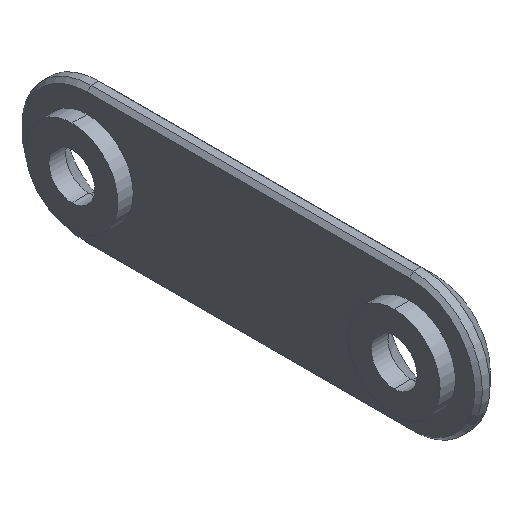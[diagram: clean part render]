
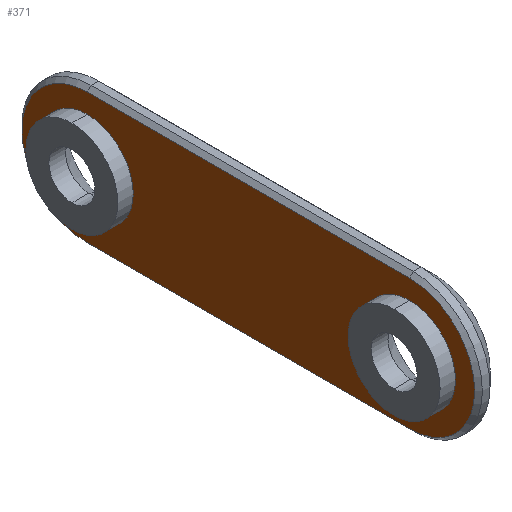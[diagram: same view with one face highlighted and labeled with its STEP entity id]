
A CAD part, isometric view. The second image highlights one B-rep face of the part: STEP entity #371.
In plain terms, the highlighted planar face has unit normal (-1, 0, 0).
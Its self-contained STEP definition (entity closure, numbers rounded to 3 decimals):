
#10 = DIRECTION ( 'NONE',  ( 0., 0., -1. ) ) ;
#12 = EDGE_CURVE ( 'NONE', #119, #742, #465, .T. ) ;
#18 = EDGE_CURVE ( 'NONE', #436, #116, #430, .T. ) ;
#35 = ORIENTED_EDGE ( 'NONE', *, *, #492, .F. ) ;
#46 = FACE_BOUND ( 'NONE', #642, .T. ) ;
#52 = DIRECTION ( 'NONE',  ( -1., 0., 0. ) ) ;
#56 = CARTESIAN_POINT ( 'NONE',  ( 0., 0., 0. ) ) ;
#58 = ORIENTED_EDGE ( 'NONE', *, *, #426, .T. ) ;
#59 = CARTESIAN_POINT ( 'NONE',  ( 0., 0., 0. ) ) ;
#68 = AXIS2_PLACEMENT_3D ( 'NONE', #702, #265, #261 ) ;
#70 = CARTESIAN_POINT ( 'NONE',  ( 0., 42., -8.5 ) ) ;
#71 = VERTEX_POINT ( 'NONE', #367 ) ;
#98 = PLANE ( 'NONE',  #543 ) ;
#110 = DIRECTION ( 'NONE',  ( 0., 0., -1. ) ) ;
#116 = VERTEX_POINT ( 'NONE', #620 ) ;
#119 = VERTEX_POINT ( 'NONE', #70 ) ;
#133 = CARTESIAN_POINT ( 'NONE',  ( 0., 42., -6. ) ) ;
#136 = AXIS2_PLACEMENT_3D ( 'NONE', #56, #616, #421 ) ;
#154 = CARTESIAN_POINT ( 'NONE',  ( 0., 0., -6. ) ) ;
#160 = CARTESIAN_POINT ( 'NONE',  ( 0., 0., 0. ) ) ;
#162 = CIRCLE ( 'NONE', #717, 6. ) ;
#190 = CIRCLE ( 'NONE', #356, 6. ) ;
#209 = ORIENTED_EDGE ( 'NONE', *, *, #246, .F. ) ;
#223 = FACE_BOUND ( 'NONE', #775, .T. ) ;
#238 = DIRECTION ( 'NONE',  ( 0., 1., 0. ) ) ;
#240 = CIRCLE ( 'NONE', #68, 6. ) ;
#245 = CARTESIAN_POINT ( 'NONE',  ( 0., 42., 6. ) ) ;
#246 = EDGE_CURVE ( 'NONE', #679, #508, #240, .T. ) ;
#249 = LINE ( 'NONE', #488, #404 ) ;
#261 = DIRECTION ( 'NONE',  ( 0., 0., -1. ) ) ;
#264 = CIRCLE ( 'NONE', #136, 8.5 ) ;
#265 = DIRECTION ( 'NONE',  ( -1., 0., 0. ) ) ;
#287 = VERTEX_POINT ( 'NONE', #571 ) ;
#289 = DIRECTION ( 'NONE',  ( 0., 0., -1. ) ) ;
#299 = ORIENTED_EDGE ( 'NONE', *, *, #490, .T. ) ;
#308 = DIRECTION ( 'NONE',  ( 0., 0., -1. ) ) ;
#356 = AXIS2_PLACEMENT_3D ( 'NONE', #59, #52, #308 ) ;
#367 = CARTESIAN_POINT ( 'NONE',  ( 0., 0., 8.5 ) ) ;
#368 = VECTOR ( 'NONE', #601, 1000. ) ;
#371 = ADVANCED_FACE ( 'NONE', ( #706, #46, #223 ), #98, .F. ) ;
#376 = DIRECTION ( 'NONE',  ( -1., 0., 0. ) ) ;
#404 = VECTOR ( 'NONE', #238, 1000. ) ;
#405 = DIRECTION ( 'NONE',  ( -1., 0., 0. ) ) ;
#421 = DIRECTION ( 'NONE',  ( 0., 0., -1. ) ) ;
#426 = EDGE_CURVE ( 'NONE', #287, #119, #530, .T. ) ;
#430 = CIRCLE ( 'NONE', #554, 6. ) ;
#436 = VERTEX_POINT ( 'NONE', #154 ) ;
#464 = CARTESIAN_POINT ( 'NONE',  ( 0., 42., 0. ) ) ;
#465 = LINE ( 'NONE', #712, #368 ) ;
#467 = CARTESIAN_POINT ( 'NONE',  ( 0., 0., -8.5 ) ) ;
#474 = CARTESIAN_POINT ( 'NONE',  ( 0., 0., 0. ) ) ;
#488 = CARTESIAN_POINT ( 'NONE',  ( 0., 0., 8.5 ) ) ;
#490 = EDGE_CURVE ( 'NONE', #742, #71, #264, .T. ) ;
#492 = EDGE_CURVE ( 'NONE', #116, #436, #190, .T. ) ;
#508 = VERTEX_POINT ( 'NONE', #245 ) ;
#530 = CIRCLE ( 'NONE', #636, 8.5 ) ;
#536 = EDGE_CURVE ( 'NONE', #71, #287, #249, .T. ) ;
#543 = AXIS2_PLACEMENT_3D ( 'NONE', #474, #586, #289 ) ;
#554 = AXIS2_PLACEMENT_3D ( 'NONE', #160, #405, #654 ) ;
#571 = CARTESIAN_POINT ( 'NONE',  ( 0., 42., 8.5 ) ) ;
#586 = DIRECTION ( 'NONE',  ( 1., 0., 0. ) ) ;
#593 = ORIENTED_EDGE ( 'NONE', *, *, #18, .F. ) ;
#601 = DIRECTION ( 'NONE',  ( 0., -1., 0. ) ) ;
#605 = ORIENTED_EDGE ( 'NONE', *, *, #12, .T. ) ;
#616 = DIRECTION ( 'NONE',  ( -1., 0., 0. ) ) ;
#620 = CARTESIAN_POINT ( 'NONE',  ( 0., 0., 6. ) ) ;
#631 = CARTESIAN_POINT ( 'NONE',  ( 0., 42., 0. ) ) ;
#636 = AXIS2_PLACEMENT_3D ( 'NONE', #464, #663, #110 ) ;
#642 = EDGE_LOOP ( 'NONE', ( #209, #790 ) ) ;
#654 = DIRECTION ( 'NONE',  ( 0., 0., -1. ) ) ;
#663 = DIRECTION ( 'NONE',  ( -1., 0., 0. ) ) ;
#679 = VERTEX_POINT ( 'NONE', #133 ) ;
#696 = EDGE_CURVE ( 'NONE', #508, #679, #162, .T. ) ;
#702 = CARTESIAN_POINT ( 'NONE',  ( 0., 42., 0. ) ) ;
#706 = FACE_OUTER_BOUND ( 'NONE', #805, .T. ) ;
#712 = CARTESIAN_POINT ( 'NONE',  ( 0., 0., -8.5 ) ) ;
#717 = AXIS2_PLACEMENT_3D ( 'NONE', #631, #376, #10 ) ;
#722 = ORIENTED_EDGE ( 'NONE', *, *, #536, .T. ) ;
#742 = VERTEX_POINT ( 'NONE', #467 ) ;
#775 = EDGE_LOOP ( 'NONE', ( #593, #35 ) ) ;
#790 = ORIENTED_EDGE ( 'NONE', *, *, #696, .F. ) ;
#805 = EDGE_LOOP ( 'NONE', ( #58, #605, #299, #722 ) ) ;
